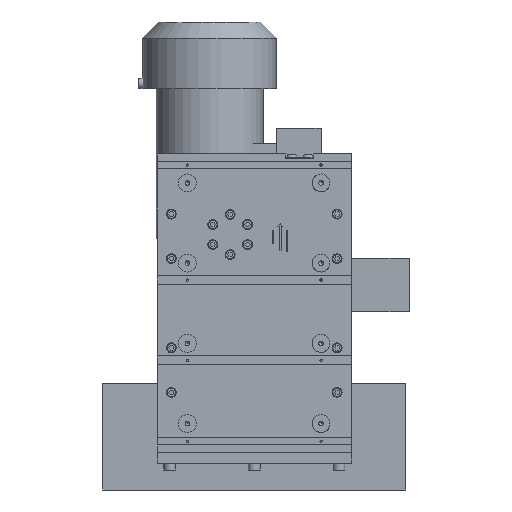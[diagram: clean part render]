
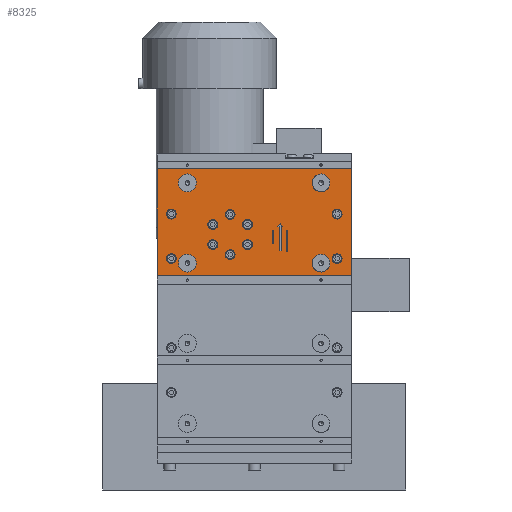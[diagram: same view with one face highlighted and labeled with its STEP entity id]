
A CAD part, front view. The second image highlights one B-rep face of the part: STEP entity #8325.
In plain terms, the highlighted planar face has unit normal (0, -1, 0).
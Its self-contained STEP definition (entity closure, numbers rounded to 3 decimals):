
#8325=ADVANCED_FACE('',(#16034,#16035,#16036,#16037,#16038,#16039,#16040,#16041,#16042,#16043,#16044,#16045,#16046,#16047,#16048),#16049,.F.);
#16034=FACE_BOUND('',#26406,.T.);
#16035=FACE_BOUND('',#26407,.T.);
#16036=FACE_BOUND('',#26408,.T.);
#16037=FACE_BOUND('',#26409,.T.);
#16038=FACE_BOUND('',#26410,.T.);
#16039=FACE_BOUND('',#26411,.T.);
#16040=FACE_BOUND('',#26412,.T.);
#16041=FACE_BOUND('',#26413,.T.);
#16042=FACE_BOUND('',#26414,.T.);
#16043=FACE_BOUND('',#26415,.T.);
#16044=FACE_BOUND('',#26416,.T.);
#16045=FACE_BOUND('',#26417,.T.);
#16046=FACE_BOUND('',#26418,.T.);
#16047=FACE_BOUND('',#26419,.T.);
#16048=FACE_OUTER_BOUND('',#26420,.T.);
#16049=PLANE('',#26421);
#26406=EDGE_LOOP('',(#45681));
#26407=EDGE_LOOP('',(#45682));
#26408=EDGE_LOOP('',(#45683));
#26409=EDGE_LOOP('',(#45684));
#26410=EDGE_LOOP('',(#45685));
#26411=EDGE_LOOP('',(#45686));
#26412=EDGE_LOOP('',(#45687));
#26413=EDGE_LOOP('',(#45688));
#26414=EDGE_LOOP('',(#45689));
#26415=EDGE_LOOP('',(#45690));
#26416=EDGE_LOOP('',(#45691));
#26417=EDGE_LOOP('',(#45692));
#26418=EDGE_LOOP('',(#45693));
#26419=EDGE_LOOP('',(#45694));
#26420=EDGE_LOOP('',(#45695,#45696,#45697,#45698));
#26421=AXIS2_PLACEMENT_3D('',#45699,#45700,#45701);
#45681=ORIENTED_EDGE('',*,*,#50222,.T.);
#45682=ORIENTED_EDGE('',*,*,#54058,.T.);
#45683=ORIENTED_EDGE('',*,*,#55712,.T.);
#45684=ORIENTED_EDGE('',*,*,#48079,.T.);
#45685=ORIENTED_EDGE('',*,*,#55462,.T.);
#45686=ORIENTED_EDGE('',*,*,#52280,.T.);
#45687=ORIENTED_EDGE('',*,*,#54116,.T.);
#45688=ORIENTED_EDGE('',*,*,#52000,.T.);
#45689=ORIENTED_EDGE('',*,*,#52075,.T.);
#45690=ORIENTED_EDGE('',*,*,#54135,.T.);
#45691=ORIENTED_EDGE('',*,*,#50209,.T.);
#45692=ORIENTED_EDGE('',*,*,#55454,.T.);
#45693=ORIENTED_EDGE('',*,*,#49874,.T.);
#45694=ORIENTED_EDGE('',*,*,#52340,.T.);
#45695=ORIENTED_EDGE('',*,*,#54694,.T.);
#45696=ORIENTED_EDGE('',*,*,#52152,.T.);
#45697=ORIENTED_EDGE('',*,*,#54714,.F.);
#45698=ORIENTED_EDGE('',*,*,#55713,.T.);
#45699=CARTESIAN_POINT('',(-164.466,-86.183,27.778));
#45700=DIRECTION('',(0.,1.,0.));
#45701=DIRECTION('',(0.,0.,1.));
#48079=EDGE_CURVE('',#56226,#56226,#56227,.T.);
#49874=EDGE_CURVE('',#59344,#59344,#59345,.T.);
#50209=EDGE_CURVE('',#59906,#59906,#59907,.T.);
#50222=EDGE_CURVE('',#59929,#59929,#59930,.T.);
#52000=EDGE_CURVE('',#62765,#62765,#62766,.T.);
#52075=EDGE_CURVE('',#62878,#62878,#62879,.T.);
#52152=EDGE_CURVE('',#62991,#62992,#62993,.T.);
#52280=EDGE_CURVE('',#63187,#63187,#63188,.T.);
#52340=EDGE_CURVE('',#63274,#63274,#63275,.T.);
#54058=EDGE_CURVE('',#65684,#65684,#65685,.T.);
#54116=EDGE_CURVE('',#65758,#65758,#65759,.T.);
#54135=EDGE_CURVE('',#65781,#65781,#65782,.T.);
#54694=EDGE_CURVE('',#66480,#62991,#66481,.T.);
#54714=EDGE_CURVE('',#66504,#62992,#66506,.T.);
#55454=EDGE_CURVE('',#67370,#67370,#67371,.T.);
#55462=EDGE_CURVE('',#67380,#67380,#67381,.T.);
#55712=EDGE_CURVE('',#67653,#67653,#67654,.T.);
#55713=EDGE_CURVE('',#66504,#66480,#67655,.T.);
#56226=VERTEX_POINT('',#68265);
#56227=CIRCLE('',#68266,5.5);
#59344=VERTEX_POINT('',#72832);
#59345=CIRCLE('',#72833,10.);
#59906=VERTEX_POINT('',#73698);
#59907=CIRCLE('',#73699,5.5);
#59929=VERTEX_POINT('',#73729);
#59930=CIRCLE('',#73730,10.);
#62765=VERTEX_POINT('',#77952);
#62766=CIRCLE('',#77953,5.5);
#62878=VERTEX_POINT('',#78116);
#62879=CIRCLE('',#78117,5.5);
#62991=VERTEX_POINT('',#78290);
#62992=VERTEX_POINT('',#78291);
#62993=LINE('',#78292,#78293);
#63187=VERTEX_POINT('',#78586);
#63188=CIRCLE('',#78587,5.5);
#63274=VERTEX_POINT('',#78713);
#63275=CIRCLE('',#78714,10.);
#65684=VERTEX_POINT('',#82346);
#65685=CIRCLE('',#82347,10.);
#65758=VERTEX_POINT('',#82461);
#65759=CIRCLE('',#82462,5.5);
#65781=VERTEX_POINT('',#82492);
#65782=CIRCLE('',#82493,5.5);
#66480=VERTEX_POINT('',#83552);
#66481=LINE('',#83553,#83554);
#66504=VERTEX_POINT('',#83589);
#66506=LINE('',#83592,#83593);
#67370=VERTEX_POINT('',#84861);
#67371=CIRCLE('',#84862,5.5);
#67380=VERTEX_POINT('',#84875);
#67381=CIRCLE('',#84876,5.5);
#67653=VERTEX_POINT('',#85252);
#67654=CIRCLE('',#85253,5.5);
#67655=LINE('',#85254,#85255);
#68265=CARTESIAN_POINT('',(-76.946,-86.183,-40.222));
#68266=AXIS2_PLACEMENT_3D('',#85734,#85735,#85736);
#72832=CARTESIAN_POINT('',(-120.466,-86.183,-94.722));
#72833=AXIS2_PLACEMENT_3D('',#87431,#87432,#87433);
#73698=CARTESIAN_POINT('',(43.034,-86.183,-89.722));
#73699=AXIS2_PLACEMENT_3D('',#87724,#87725,#87726);
#73729=CARTESIAN_POINT('',(-120.466,-86.183,-4.722));
#73730=AXIS2_PLACEMENT_3D('',#87738,#87739,#87740);
#77952=CARTESIAN_POINT('',(-57.456,-86.183,-51.472));
#77953=AXIS2_PLACEMENT_3D('',#89374,#89375,#89376);
#78116=CARTESIAN_POINT('',(-142.966,-86.183,-89.722));
#78117=AXIS2_PLACEMENT_3D('',#89438,#89439,#89440);
#78290=CARTESIAN_POINT('',(-164.466,-86.183,-108.722));
#78291=CARTESIAN_POINT('',(53.534,-86.183,-108.722));
#78292=CARTESIAN_POINT('',(-164.466,-86.183,-108.722));
#78293=VECTOR('',#89498,1.);
#78586=CARTESIAN_POINT('',(-96.456,-86.183,-51.472));
#78587=AXIS2_PLACEMENT_3D('',#89623,#89624,#89625);
#78713=CARTESIAN_POINT('',(29.534,-86.183,-94.722));
#78714=AXIS2_PLACEMENT_3D('',#89680,#89681,#89682);
#82346=CARTESIAN_POINT('',(29.534,-86.183,-4.722));
#82347=AXIS2_PLACEMENT_3D('',#91089,#91090,#91091);
#82461=CARTESIAN_POINT('',(-57.456,-86.183,-73.972));
#82462=AXIS2_PLACEMENT_3D('',#91145,#91146,#91147);
#82492=CARTESIAN_POINT('',(-142.966,-86.183,-39.722));
#82493=AXIS2_PLACEMENT_3D('',#91162,#91163,#91164);
#83552=CARTESIAN_POINT('',(-164.466,-86.183,11.278));
#83553=CARTESIAN_POINT('',(-164.466,-86.183,27.778));
#83554=VECTOR('',#91607,1.);
#83589=CARTESIAN_POINT('',(53.534,-86.183,11.278));
#83592=CARTESIAN_POINT('',(53.534,-86.183,27.778));
#83593=VECTOR('',#91621,1.);
#84861=CARTESIAN_POINT('',(43.034,-86.183,-39.722));
#84862=AXIS2_PLACEMENT_3D('',#92091,#92092,#92093);
#84875=CARTESIAN_POINT('',(-96.456,-86.183,-73.972));
#84876=AXIS2_PLACEMENT_3D('',#92098,#92099,#92100);
#85252=CARTESIAN_POINT('',(-76.946,-86.183,-85.222));
#85253=AXIS2_PLACEMENT_3D('',#92215,#92216,#92217);
#85254=CARTESIAN_POINT('',(53.534,-86.183,11.278));
#85255=VECTOR('',#92218,1.);
#85734=CARTESIAN_POINT('',(-82.446,-86.183,-40.222));
#85735=DIRECTION('',(0.,1.,0.));
#85736=DIRECTION('',(1.,0.,0.));
#87431=CARTESIAN_POINT('',(-130.466,-86.183,-94.722));
#87432=DIRECTION('',(0.,1.,0.));
#87433=DIRECTION('',(1.,0.,0.));
#87724=CARTESIAN_POINT('',(37.534,-86.183,-89.722));
#87725=DIRECTION('',(0.,1.,0.));
#87726=DIRECTION('',(1.,0.,0.));
#87738=CARTESIAN_POINT('',(-130.466,-86.183,-4.722));
#87739=DIRECTION('',(0.,1.,0.));
#87740=DIRECTION('',(1.,0.,0.));
#89374=CARTESIAN_POINT('',(-62.956,-86.183,-51.472));
#89375=DIRECTION('',(0.,1.,0.));
#89376=DIRECTION('',(1.,0.,0.));
#89438=CARTESIAN_POINT('',(-148.466,-86.183,-89.722));
#89439=DIRECTION('',(0.,1.,0.));
#89440=DIRECTION('',(1.,0.,0.));
#89498=DIRECTION('',(1.,0.,0.));
#89623=CARTESIAN_POINT('',(-101.956,-86.183,-51.472));
#89624=DIRECTION('',(0.,1.,0.));
#89625=DIRECTION('',(1.,0.,0.));
#89680=CARTESIAN_POINT('',(19.534,-86.183,-94.722));
#89681=DIRECTION('',(0.,1.,0.));
#89682=DIRECTION('',(1.,0.,0.));
#91089=CARTESIAN_POINT('',(19.534,-86.183,-4.722));
#91090=DIRECTION('',(0.,1.,0.));
#91091=DIRECTION('',(1.,0.,0.));
#91145=CARTESIAN_POINT('',(-62.956,-86.183,-73.972));
#91146=DIRECTION('',(0.,1.,0.));
#91147=DIRECTION('',(1.,0.,0.));
#91162=CARTESIAN_POINT('',(-148.466,-86.183,-39.722));
#91163=DIRECTION('',(0.,1.,0.));
#91164=DIRECTION('',(1.,0.,0.));
#91607=DIRECTION('',(0.,0.,-1.));
#91621=DIRECTION('',(0.,0.,-1.));
#92091=CARTESIAN_POINT('',(37.534,-86.183,-39.722));
#92092=DIRECTION('',(0.,1.,0.));
#92093=DIRECTION('',(1.,0.,0.));
#92098=CARTESIAN_POINT('',(-101.956,-86.183,-73.972));
#92099=DIRECTION('',(0.,1.,0.));
#92100=DIRECTION('',(1.,0.,0.));
#92215=CARTESIAN_POINT('',(-82.446,-86.183,-85.222));
#92216=DIRECTION('',(0.,1.,0.));
#92217=DIRECTION('',(1.,0.,0.));
#92218=DIRECTION('',(-1.,0.,0.));
